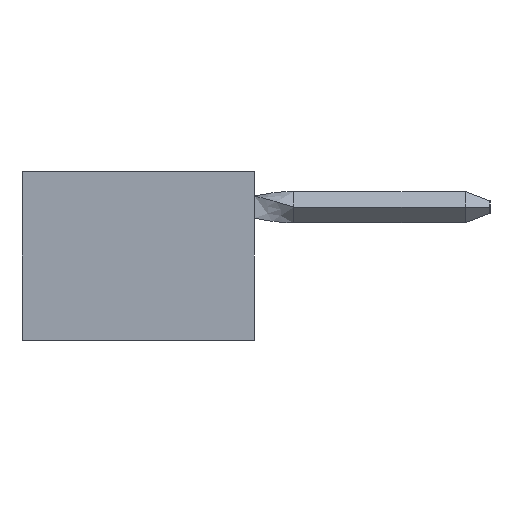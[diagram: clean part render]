
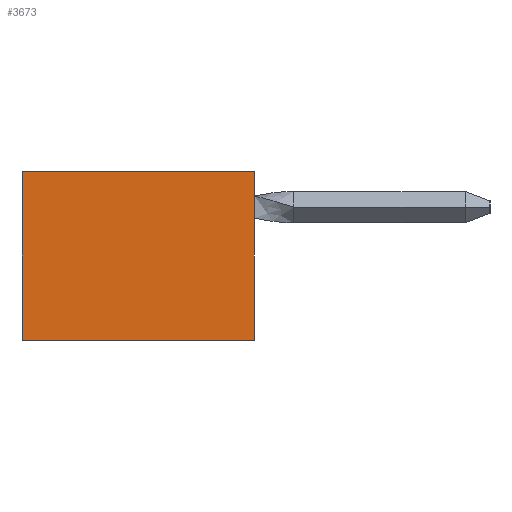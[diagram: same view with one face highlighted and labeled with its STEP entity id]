
A CAD part, left-side view. The second image highlights one B-rep face of the part: STEP entity #3673.
In plain terms, the highlighted planar face has unit normal (-1, 0, 0).
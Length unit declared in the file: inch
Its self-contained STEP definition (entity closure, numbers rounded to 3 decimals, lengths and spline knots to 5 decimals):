
#2674 = ORIENTED_EDGE ( 'NONE', *, *, #27916, .T. ) ;
#2756 = AXIS2_PLACEMENT_3D ( 'NONE', #32821, #9920, #29863 ) ;
#3055 = LINE ( 'NONE', #6657, #16386 ) ;
#3171 = CARTESIAN_POINT ( 'NONE',  ( 0.298, 0., -0.343 ) ) ;
#3673 = ADVANCED_FACE ( 'NONE', ( #17783 ), #4100, .F. ) ;
#4100 = PLANE ( 'NONE',  #2756 ) ;
#4156 = EDGE_LOOP ( 'NONE', ( #29693, #2674, #23962, #25990 ) ) ;
#5597 = CARTESIAN_POINT ( 'NONE',  ( 0.298, 0.473, -0.343 ) ) ;
#5823 = EDGE_CURVE ( 'NONE', #22916, #12192, #11861, .T. ) ;
#6657 = CARTESIAN_POINT ( 'NONE',  ( 0.298, -0.027, 0. ) ) ;
#6871 = LINE ( 'NONE', #5597, #26809 ) ;
#7215 = CARTESIAN_POINT ( 'NONE',  ( 0.298, 0.473, 0. ) ) ;
#9237 = VERTEX_POINT ( 'NONE', #18627 ) ;
#9920 = DIRECTION ( 'NONE',  ( 1., 0., 0. ) ) ;
#11861 = LINE ( 'NONE', #7215, #33092 ) ;
#12192 = VERTEX_POINT ( 'NONE', #35896 ) ;
#13420 = CARTESIAN_POINT ( 'NONE',  ( 0.298, 0., 0. ) ) ;
#16386 = VECTOR ( 'NONE', #21031, 39.37008 ) ;
#17783 = FACE_OUTER_BOUND ( 'NONE', #4156, .T. ) ;
#18627 = CARTESIAN_POINT ( 'NONE',  ( 0.298, 0., -0.343 ) ) ;
#18891 = VECTOR ( 'NONE', #28219, 39.37008 ) ;
#21031 = DIRECTION ( 'NONE',  ( 0., 1., 0. ) ) ;
#22916 = VERTEX_POINT ( 'NONE', #23787 ) ;
#23242 = EDGE_CURVE ( 'NONE', #9237, #32020, #33971, .T. ) ;
#23787 = CARTESIAN_POINT ( 'NONE',  ( 0.298, 0.473, 0. ) ) ;
#23962 = ORIENTED_EDGE ( 'NONE', *, *, #5823, .T. ) ;
#24171 = EDGE_CURVE ( 'NONE', #9237, #12192, #6871, .T. ) ;
#25445 = DIRECTION ( 'NONE',  ( 0., 1., 0. ) ) ;
#25990 = ORIENTED_EDGE ( 'NONE', *, *, #24171, .F. ) ;
#26809 = VECTOR ( 'NONE', #25445, 39.37008 ) ;
#27916 = EDGE_CURVE ( 'NONE', #32020, #22916, #3055, .T. ) ;
#28219 = DIRECTION ( 'NONE',  ( 0., 0., 1. ) ) ;
#29693 = ORIENTED_EDGE ( 'NONE', *, *, #23242, .T. ) ;
#29863 = DIRECTION ( 'NONE',  ( 0., 0., -1. ) ) ;
#32020 = VERTEX_POINT ( 'NONE', #13420 ) ;
#32821 = CARTESIAN_POINT ( 'NONE',  ( 0.298, -0.027, 0. ) ) ;
#33092 = VECTOR ( 'NONE', #35707, 39.37008 ) ;
#33971 = LINE ( 'NONE', #3171, #18891 ) ;
#35707 = DIRECTION ( 'NONE',  ( 0., 0., -1. ) ) ;
#35896 = CARTESIAN_POINT ( 'NONE',  ( 0.298, 0.473, -0.343 ) ) ;
